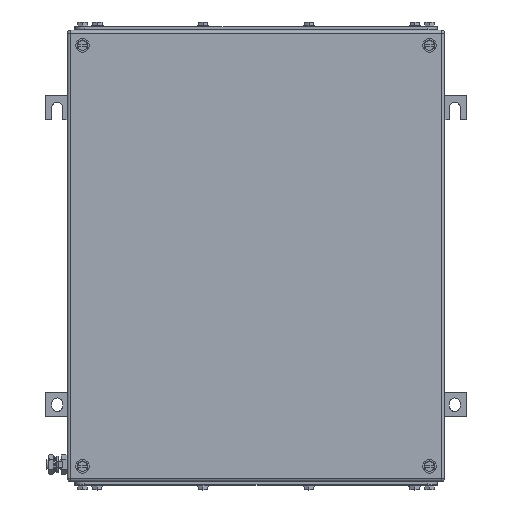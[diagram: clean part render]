
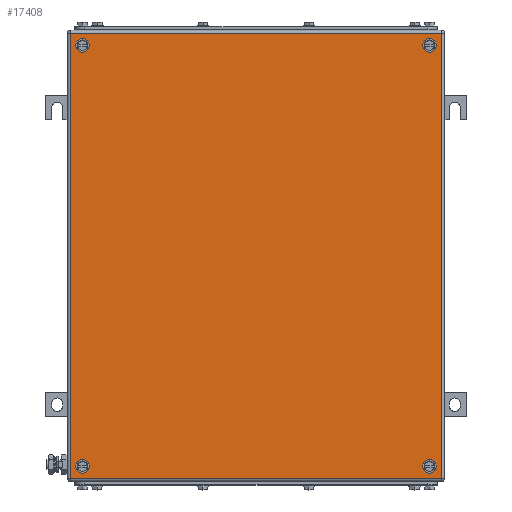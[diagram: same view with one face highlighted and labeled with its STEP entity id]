
A CAD part, top view. The second image highlights one B-rep face of the part: STEP entity #17408.
In plain terms, the highlighted planar face has unit normal (0, 0, 1).
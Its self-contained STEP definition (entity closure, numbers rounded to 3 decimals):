
#17282=AXIS2_PLACEMENT_3D('Circle Axis2P3D',#17280,#17281,$) ;
#17309=AXIS2_PLACEMENT_3D('Plane Axis2P3D',#17306,#17307,#17308) ;
#17347=AXIS2_PLACEMENT_3D('Circle Axis2P3D',#17345,#17346,$) ;
#17356=AXIS2_PLACEMENT_3D('Circle Axis2P3D',#17354,#17355,$) ;
#17365=AXIS2_PLACEMENT_3D('Circle Axis2P3D',#17363,#17364,$) ;
#17374=AXIS2_PLACEMENT_3D('Circle Axis2P3D',#17372,#17373,$) ;
#17383=AXIS2_PLACEMENT_3D('Circle Axis2P3D',#17381,#17382,$) ;
#17392=AXIS2_PLACEMENT_3D('Circle Axis2P3D',#17390,#17391,$) ;
#17401=AXIS2_PLACEMENT_3D('Circle Axis2P3D',#17399,#17400,$) ;
#17277=CARTESIAN_POINT('Vertex',(41.5,456.5,203.5)) ;
#17280=CARTESIAN_POINT('Axis2P3D Location',(38.,456.5,203.5)) ;
#17284=CARTESIAN_POINT('Vertex',(34.5,456.5,203.5)) ;
#17306=CARTESIAN_POINT('Axis2P3D Location',(216.5,240.,203.5)) ;
#17311=CARTESIAN_POINT('Line Origine',(216.5,468.5,203.5)) ;
#17315=CARTESIAN_POINT('Vertex',(407.,468.5,203.5)) ;
#17317=CARTESIAN_POINT('Vertex',(26.,468.5,203.5)) ;
#17320=CARTESIAN_POINT('Line Origine',(26.,240.,203.5)) ;
#17324=CARTESIAN_POINT('Vertex',(26.,11.5,203.5)) ;
#17327=CARTESIAN_POINT('Line Origine',(216.5,11.5,203.5)) ;
#17331=CARTESIAN_POINT('Vertex',(407.,11.5,203.5)) ;
#17334=CARTESIAN_POINT('Line Origine',(407.,240.,203.5)) ;
#17345=CARTESIAN_POINT('Axis2P3D Location',(38.,456.5,203.5)) ;
#17354=CARTESIAN_POINT('Axis2P3D Location',(38.,23.5,203.5)) ;
#17358=CARTESIAN_POINT('Vertex',(34.5,23.5,203.5)) ;
#17360=CARTESIAN_POINT('Vertex',(41.5,23.5,203.5)) ;
#17363=CARTESIAN_POINT('Axis2P3D Location',(38.,23.5,203.5)) ;
#17372=CARTESIAN_POINT('Axis2P3D Location',(395.,23.5,203.5)) ;
#17376=CARTESIAN_POINT('Vertex',(398.5,23.5,203.5)) ;
#17378=CARTESIAN_POINT('Vertex',(391.5,23.5,203.5)) ;
#17381=CARTESIAN_POINT('Axis2P3D Location',(395.,23.5,203.5)) ;
#17390=CARTESIAN_POINT('Axis2P3D Location',(395.,456.5,203.5)) ;
#17394=CARTESIAN_POINT('Vertex',(398.5,456.5,203.5)) ;
#17396=CARTESIAN_POINT('Vertex',(391.5,456.5,203.5)) ;
#17399=CARTESIAN_POINT('Axis2P3D Location',(395.,456.5,203.5)) ;
#17281=DIRECTION('Axis2P3D Direction',(0.,0.,1.)) ;
#17307=DIRECTION('Axis2P3D Direction',(0.,0.,1.)) ;
#17308=DIRECTION('Axis2P3D XDirection',(1.,0.,0.)) ;
#17312=DIRECTION('Vector Direction',(1.,0.,0.)) ;
#17321=DIRECTION('Vector Direction',(0.,-1.,0.)) ;
#17328=DIRECTION('Vector Direction',(1.,0.,0.)) ;
#17335=DIRECTION('Vector Direction',(0.,1.,0.)) ;
#17346=DIRECTION('Axis2P3D Direction',(0.,0.,1.)) ;
#17355=DIRECTION('Axis2P3D Direction',(0.,0.,1.)) ;
#17364=DIRECTION('Axis2P3D Direction',(0.,0.,1.)) ;
#17373=DIRECTION('Axis2P3D Direction',(0.,0.,1.)) ;
#17382=DIRECTION('Axis2P3D Direction',(0.,0.,1.)) ;
#17391=DIRECTION('Axis2P3D Direction',(0.,0.,1.)) ;
#17400=DIRECTION('Axis2P3D Direction',(0.,0.,1.)) ;
#17313=VECTOR('Line Direction',#17312,1.) ;
#17322=VECTOR('Line Direction',#17321,1.) ;
#17329=VECTOR('Line Direction',#17328,1.) ;
#17336=VECTOR('Line Direction',#17335,1.) ;
#17340=ORIENTED_EDGE('',*,*,#17319,.T.) ;
#17341=ORIENTED_EDGE('',*,*,#17326,.T.) ;
#17342=ORIENTED_EDGE('',*,*,#17333,.T.) ;
#17343=ORIENTED_EDGE('',*,*,#17338,.T.) ;
#17351=ORIENTED_EDGE('',*,*,#17349,.F.) ;
#17352=ORIENTED_EDGE('',*,*,#17286,.F.) ;
#17369=ORIENTED_EDGE('',*,*,#17362,.F.) ;
#17370=ORIENTED_EDGE('',*,*,#17367,.F.) ;
#17387=ORIENTED_EDGE('',*,*,#17380,.F.) ;
#17388=ORIENTED_EDGE('',*,*,#17385,.F.) ;
#17405=ORIENTED_EDGE('',*,*,#17398,.F.) ;
#17406=ORIENTED_EDGE('',*,*,#17403,.F.) ;
#17353=FACE_BOUND('',#17350,.T.) ;
#17371=FACE_BOUND('',#17368,.T.) ;
#17389=FACE_BOUND('',#17386,.T.) ;
#17407=FACE_BOUND('',#17404,.T.) ;
#17408=ADVANCED_FACE('ZUB_KTB_FS_453820_2GP_AllCATPart.2\\ZUB_DE_KTB_FS_480x480.1\\DE_KTB_MH_PART_MASTER.1\\Koerper.2',(#17344,#17353,#17371,#17389,#17407),#17310,.T.) ;
#17283=CIRCLE('generated circle',#17282,3.5) ;
#17348=CIRCLE('generated circle',#17347,3.5) ;
#17357=CIRCLE('generated circle',#17356,3.5) ;
#17366=CIRCLE('generated circle',#17365,3.5) ;
#17375=CIRCLE('generated circle',#17374,3.5) ;
#17384=CIRCLE('generated circle',#17383,3.5) ;
#17393=CIRCLE('generated circle',#17392,3.5) ;
#17402=CIRCLE('generated circle',#17401,3.5) ;
#17286=EDGE_CURVE('',#17278,#17285,#17283,.T.) ;
#17319=EDGE_CURVE('',#17316,#17318,#17314,.F.) ;
#17326=EDGE_CURVE('',#17318,#17325,#17323,.T.) ;
#17333=EDGE_CURVE('',#17325,#17332,#17330,.T.) ;
#17338=EDGE_CURVE('',#17332,#17316,#17337,.T.) ;
#17349=EDGE_CURVE('',#17285,#17278,#17348,.T.) ;
#17362=EDGE_CURVE('',#17359,#17361,#17357,.T.) ;
#17367=EDGE_CURVE('',#17361,#17359,#17366,.T.) ;
#17380=EDGE_CURVE('',#17377,#17379,#17375,.T.) ;
#17385=EDGE_CURVE('',#17379,#17377,#17384,.T.) ;
#17398=EDGE_CURVE('',#17395,#17397,#17393,.T.) ;
#17403=EDGE_CURVE('',#17397,#17395,#17402,.T.) ;
#17339=EDGE_LOOP('',(#17340,#17341,#17342,#17343)) ;
#17350=EDGE_LOOP('',(#17351,#17352)) ;
#17368=EDGE_LOOP('',(#17369,#17370)) ;
#17386=EDGE_LOOP('',(#17387,#17388)) ;
#17404=EDGE_LOOP('',(#17405,#17406)) ;
#17344=FACE_OUTER_BOUND('',#17339,.T.) ;
#17314=LINE('Line',#17311,#17313) ;
#17323=LINE('Line',#17320,#17322) ;
#17330=LINE('Line',#17327,#17329) ;
#17337=LINE('Line',#17334,#17336) ;
#17310=PLANE('',#17309) ;
#17278=VERTEX_POINT('',#17277) ;
#17285=VERTEX_POINT('',#17284) ;
#17316=VERTEX_POINT('',#17315) ;
#17318=VERTEX_POINT('',#17317) ;
#17325=VERTEX_POINT('',#17324) ;
#17332=VERTEX_POINT('',#17331) ;
#17359=VERTEX_POINT('',#17358) ;
#17361=VERTEX_POINT('',#17360) ;
#17377=VERTEX_POINT('',#17376) ;
#17379=VERTEX_POINT('',#17378) ;
#17395=VERTEX_POINT('',#17394) ;
#17397=VERTEX_POINT('',#17396) ;
